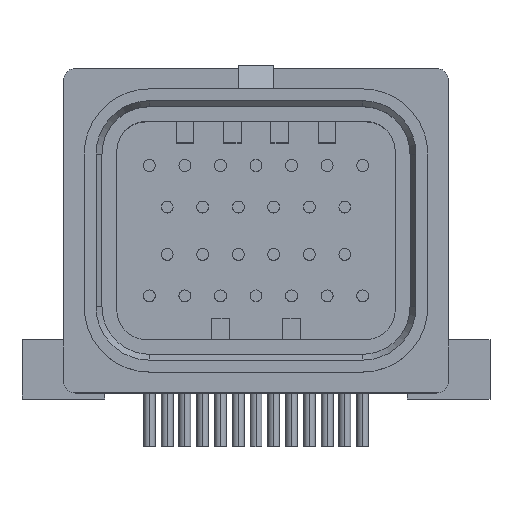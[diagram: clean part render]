
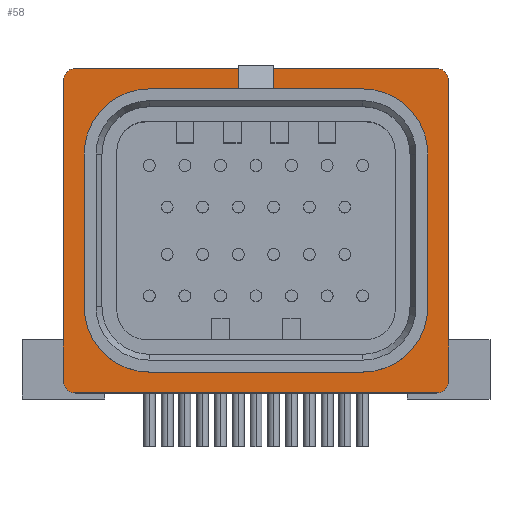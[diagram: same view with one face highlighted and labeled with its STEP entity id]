
A CAD part, top view. The second image highlights one B-rep face of the part: STEP entity #58.
In plain terms, the highlighted planar face has unit normal (0, 0, 1).
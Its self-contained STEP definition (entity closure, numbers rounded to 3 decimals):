
#58=ADVANCED_FACE('',(#530,#531),#532,.T.);
#530=FACE_OUTER_BOUND('',#1558,.T.);
#531=FACE_BOUND('',#1559,.T.);
#532=PLANE('',#1560);
#1558=EDGE_LOOP('',(#2675,#2676,#2677,#2678,#2679,#2680,#2681,#2682));
#1559=EDGE_LOOP('',(#2683,#2684,#2685,#2686,#2687,#2688,#2689,#2690));
#1560=AXIS2_PLACEMENT_3D('',#2691,#2692,#2693);
#2675=ORIENTED_EDGE('',*,*,#6122,.F.);
#2676=ORIENTED_EDGE('',*,*,#6123,.T.);
#2677=ORIENTED_EDGE('',*,*,#6124,.F.);
#2678=ORIENTED_EDGE('',*,*,#6125,.T.);
#2679=ORIENTED_EDGE('',*,*,#6126,.F.);
#2680=ORIENTED_EDGE('',*,*,#6127,.T.);
#2681=ORIENTED_EDGE('',*,*,#6128,.F.);
#2682=ORIENTED_EDGE('',*,*,#6129,.T.);
#2683=ORIENTED_EDGE('',*,*,#6130,.T.);
#2684=ORIENTED_EDGE('',*,*,#6131,.F.);
#2685=ORIENTED_EDGE('',*,*,#6132,.T.);
#2686=ORIENTED_EDGE('',*,*,#6133,.F.);
#2687=ORIENTED_EDGE('',*,*,#6134,.T.);
#2688=ORIENTED_EDGE('',*,*,#6135,.F.);
#2689=ORIENTED_EDGE('',*,*,#6136,.T.);
#2690=ORIENTED_EDGE('',*,*,#6113,.F.);
#2691=CARTESIAN_POINT('',(0.0,0.0,-9.5));
#2692=DIRECTION('',(0.0,0.0,1.0));
#2693=DIRECTION('',(1.0,0.0,0.0));
#6113=EDGE_CURVE('',#7219,#7217,#7221,.T.);
#6122=EDGE_CURVE('',#7238,#7239,#7240,.T.);
#6123=EDGE_CURVE('',#7238,#7241,#7242,.T.);
#6124=EDGE_CURVE('',#7243,#7241,#7244,.T.);
#6125=EDGE_CURVE('',#7243,#7245,#7246,.T.);
#6126=EDGE_CURVE('',#7247,#7245,#7248,.T.);
#6127=EDGE_CURVE('',#7247,#7249,#7250,.T.);
#6128=EDGE_CURVE('',#7251,#7249,#7252,.T.);
#6129=EDGE_CURVE('',#7251,#7239,#7253,.T.);
#6130=EDGE_CURVE('',#7219,#7254,#7255,.T.);
#6131=EDGE_CURVE('',#7256,#7254,#7257,.T.);
#6132=EDGE_CURVE('',#7256,#7258,#7259,.T.);
#6133=EDGE_CURVE('',#7260,#7258,#7261,.T.);
#6134=EDGE_CURVE('',#7260,#7262,#7263,.T.);
#6135=EDGE_CURVE('',#7264,#7262,#7265,.T.);
#6136=EDGE_CURVE('',#7264,#7217,#7266,.T.);
#7217=VERTEX_POINT('',#8991);
#7219=VERTEX_POINT('',#8994);
#7221=LINE('',#8997,#8998);
#7238=VERTEX_POINT('',#9023);
#7239=VERTEX_POINT('',#9024);
#7240=LINE('',#9025,#9026);
#7241=VERTEX_POINT('',#9027);
#7242=CIRCLE('',#9028,1.0);
#7243=VERTEX_POINT('',#9029);
#7244=LINE('',#9030,#9031);
#7245=VERTEX_POINT('',#9032);
#7246=CIRCLE('',#9033,1.0);
#7247=VERTEX_POINT('',#9034);
#7248=LINE('',#9035,#9036);
#7249=VERTEX_POINT('',#9037);
#7250=CIRCLE('',#9038,1.0);
#7251=VERTEX_POINT('',#9039);
#7252=LINE('',#9040,#9041);
#7253=CIRCLE('',#9042,1.0);
#7254=VERTEX_POINT('',#9043);
#7255=CIRCLE('',#9044,4.25);
#7256=VERTEX_POINT('',#9045);
#7257=LINE('',#9046,#9047);
#7258=VERTEX_POINT('',#9048);
#7259=CIRCLE('',#9049,4.25);
#7260=VERTEX_POINT('',#9050);
#7261=LINE('',#9051,#9052);
#7262=VERTEX_POINT('',#9053);
#7263=CIRCLE('',#9054,4.25);
#7264=VERTEX_POINT('',#9055);
#7265=LINE('',#9056,#9057);
#7266=CIRCLE('',#9058,4.25);
#8991=CARTESIAN_POINT('',(-13.25,-6.45,-9.5));
#8994=CARTESIAN_POINT('',(-13.25,6.45,-9.5));
#8997=CARTESIAN_POINT('',(-13.25,6.45,-9.5));
#8998=VECTOR('',#11219,12.9);
#9023=CARTESIAN_POINT('',(-16.25,-12.7,-9.5));
#9024=CARTESIAN_POINT('',(-16.25,12.7,-9.5));
#9025=CARTESIAN_POINT('',(-16.25,-12.7,-9.5));
#9026=VECTOR('',#11228,25.4);
#9027=CARTESIAN_POINT('',(-15.25,-13.7,-9.5));
#9028=AXIS2_PLACEMENT_3D('',#11229,#11230,#11231);
#9029=CARTESIAN_POINT('',(15.25,-13.7,-9.5));
#9030=CARTESIAN_POINT('',(15.25,-13.7,-9.5));
#9031=VECTOR('',#11232,30.5);
#9032=CARTESIAN_POINT('',(16.25,-12.7,-9.5));
#9033=AXIS2_PLACEMENT_3D('',#11233,#11234,#11235);
#9034=CARTESIAN_POINT('',(16.25,12.7,-9.5));
#9035=CARTESIAN_POINT('',(16.25,12.7,-9.5));
#9036=VECTOR('',#11236,25.4);
#9037=CARTESIAN_POINT('',(15.25,13.7,-9.5));
#9038=AXIS2_PLACEMENT_3D('',#11237,#11238,#11239);
#9039=CARTESIAN_POINT('',(-15.25,13.7,-9.5));
#9040=CARTESIAN_POINT('',(-15.25,13.7,-9.5));
#9041=VECTOR('',#11240,30.5);
#9042=AXIS2_PLACEMENT_3D('',#11241,#11242,#11243);
#9043=CARTESIAN_POINT('',(-9.0,10.7,-9.5));
#9044=AXIS2_PLACEMENT_3D('',#11244,#11245,#11246);
#9045=CARTESIAN_POINT('',(9.0,10.7,-9.5));
#9046=CARTESIAN_POINT('',(9.0,10.7,-9.5));
#9047=VECTOR('',#11247,18.0);
#9048=CARTESIAN_POINT('',(13.25,6.45,-9.5));
#9049=AXIS2_PLACEMENT_3D('',#11248,#11249,#11250);
#9050=CARTESIAN_POINT('',(13.25,-6.45,-9.5));
#9051=CARTESIAN_POINT('',(13.25,-6.45,-9.5));
#9052=VECTOR('',#11251,12.9);
#9053=CARTESIAN_POINT('',(9.0,-10.7,-9.5));
#9054=AXIS2_PLACEMENT_3D('',#11252,#11253,#11254);
#9055=CARTESIAN_POINT('',(-9.0,-10.7,-9.5));
#9056=CARTESIAN_POINT('',(-9.0,-10.7,-9.5));
#9057=VECTOR('',#11255,18.0);
#9058=AXIS2_PLACEMENT_3D('',#11256,#11257,#11258);
#11219=DIRECTION('',(0.0,-1.0,0.0));
#11228=DIRECTION('',(0.0,1.0,0.0));
#11229=CARTESIAN_POINT('',(-15.25,-12.7,-9.5));
#11230=DIRECTION('',(0.0,0.0,1.0));
#11231=DIRECTION('',(-1.0,0.0,0.0));
#11232=DIRECTION('',(-1.0,0.0,0.0));
#11233=CARTESIAN_POINT('',(15.25,-12.7,-9.5));
#11234=DIRECTION('',(0.0,0.0,1.0));
#11235=DIRECTION('',(0.0,-1.0,0.0));
#11236=DIRECTION('',(0.0,-1.0,0.0));
#11237=CARTESIAN_POINT('',(15.25,12.7,-9.5));
#11238=DIRECTION('',(0.0,0.0,1.0));
#11239=DIRECTION('',(1.0,0.0,0.0));
#11240=DIRECTION('',(1.0,0.0,0.0));
#11241=CARTESIAN_POINT('',(-15.25,12.7,-9.5));
#11242=DIRECTION('',(0.0,-0.0,1.0));
#11243=DIRECTION('',(0.0,1.0,0.0));
#11244=CARTESIAN_POINT('',(-9.0,6.45,-9.5));
#11245=DIRECTION('',(0.0,0.0,-1.0));
#11246=DIRECTION('',(-1.0,0.0,0.0));
#11247=DIRECTION('',(-1.0,0.0,0.0));
#11248=CARTESIAN_POINT('',(9.0,6.45,-9.5));
#11249=DIRECTION('',(0.0,0.0,-1.0));
#11250=DIRECTION('',(0.0,1.0,0.0));
#11251=DIRECTION('',(0.0,1.0,0.0));
#11252=CARTESIAN_POINT('',(9.0,-6.45,-9.5));
#11253=DIRECTION('',(0.0,0.0,-1.0));
#11254=DIRECTION('',(1.0,0.0,0.0));
#11255=DIRECTION('',(1.0,0.0,0.0));
#11256=CARTESIAN_POINT('',(-9.0,-6.45,-9.5));
#11257=DIRECTION('',(0.0,0.0,-1.0));
#11258=DIRECTION('',(0.0,-1.0,0.0));
